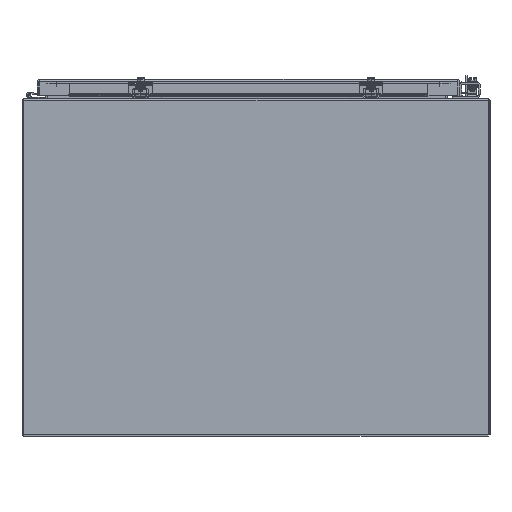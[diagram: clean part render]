
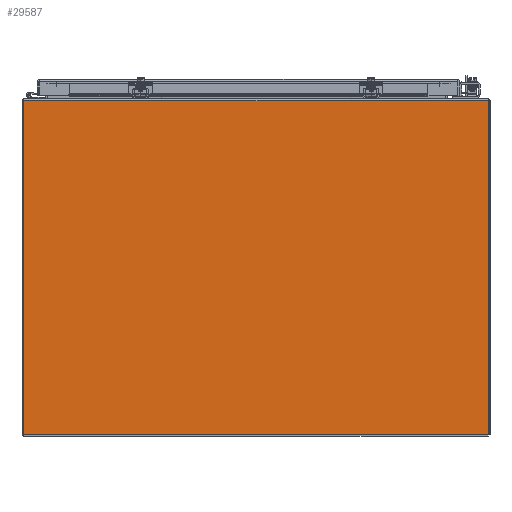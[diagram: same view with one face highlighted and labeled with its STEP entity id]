
A CAD part, front view. The second image highlights one B-rep face of the part: STEP entity #29587.
In plain terms, the highlighted face is planar.
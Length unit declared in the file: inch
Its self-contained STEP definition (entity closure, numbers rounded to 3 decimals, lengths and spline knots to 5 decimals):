
#3219 = ORIENTED_EDGE ( 'NONE', *, *, #26435, .T. ) ;
#4141 = VECTOR ( 'NONE', #12466, 39.37008 ) ;
#7067 = VECTOR ( 'NONE', #37838, 39.37008 ) ;
#12466 = DIRECTION ( 'NONE',  ( 0., 1., 0. ) ) ;
#12548 = CARTESIAN_POINT ( 'NONE',  ( -12.4688, -9.01565, 0.0937 ) ) ;
#18065 = VERTEX_POINT ( 'NONE', #48684 ) ;
#18248 = VERTEX_POINT ( 'NONE', #41903 ) ;
#18881 = LINE ( 'NONE', #12548, #4141 ) ;
#21514 = DIRECTION ( 'NONE',  ( 1., 0., 0. ) ) ;
#21598 = DIRECTION ( 'NONE',  ( 0., 0., 1. ) ) ;
#21769 = CARTESIAN_POINT ( 'NONE',  ( 0., 0., 0.0937 ) ) ;
#21889 = VECTOR ( 'NONE', #24794, 39.37008 ) ;
#21913 = EDGE_LOOP ( 'NONE', ( #3219, #41132, #44681, #49500 ) ) ;
#22345 = PLANE ( 'NONE',  #36069 ) ;
#22840 = VECTOR ( 'NONE', #35620, 39.37008 ) ;
#24794 = DIRECTION ( 'NONE',  ( 1., 0., 0. ) ) ;
#24877 = CARTESIAN_POINT ( 'NONE',  ( -12.4688, 9.01565, 0.0937 ) ) ;
#26435 = EDGE_CURVE ( 'NONE', #49613, #18065, #49747, .T. ) ;
#27361 = EDGE_CURVE ( 'NONE', #49613, #68094, #18881, .T. ) ;
#29153 = EDGE_CURVE ( 'NONE', #18248, #18065, #39325, .T. ) ;
#29458 = EDGE_CURVE ( 'NONE', #68094, #18248, #66433, .T. ) ;
#29587 = ADVANCED_FACE ( 'NONE', ( #63776 ), #22345, .T. ) ;
#31251 = CARTESIAN_POINT ( 'NONE',  ( -12.4688, -8.8907, 0.0937 ) ) ;
#33639 = CARTESIAN_POINT ( 'NONE',  ( -12.4688, 9.01565, 0.0937 ) ) ;
#35620 = DIRECTION ( 'NONE',  ( 0., -1., 0. ) ) ;
#35870 = CARTESIAN_POINT ( 'NONE',  ( 12.4688, 9.01565, 0.0937 ) ) ;
#36069 = AXIS2_PLACEMENT_3D ( 'NONE', #21769, #21598, #21514 ) ;
#37753 = CARTESIAN_POINT ( 'NONE',  ( -6.2344, -8.8907, 0.0937 ) ) ;
#37838 = DIRECTION ( 'NONE',  ( 1., 0., 0. ) ) ;
#39325 = LINE ( 'NONE', #35870, #22840 ) ;
#41132 = ORIENTED_EDGE ( 'NONE', *, *, #29153, .F. ) ;
#41903 = CARTESIAN_POINT ( 'NONE',  ( 12.4688, 9.01565, 0.0937 ) ) ;
#44681 = ORIENTED_EDGE ( 'NONE', *, *, #29458, .F. ) ;
#48684 = CARTESIAN_POINT ( 'NONE',  ( 12.4688, -8.8907, 0.0937 ) ) ;
#49500 = ORIENTED_EDGE ( 'NONE', *, *, #27361, .F. ) ;
#49613 = VERTEX_POINT ( 'NONE', #31251 ) ;
#49747 = LINE ( 'NONE', #37753, #7067 ) ;
#63776 = FACE_OUTER_BOUND ( 'NONE', #21913, .T. ) ;
#66433 = LINE ( 'NONE', #24877, #21889 ) ;
#68094 = VERTEX_POINT ( 'NONE', #33639 ) ;
